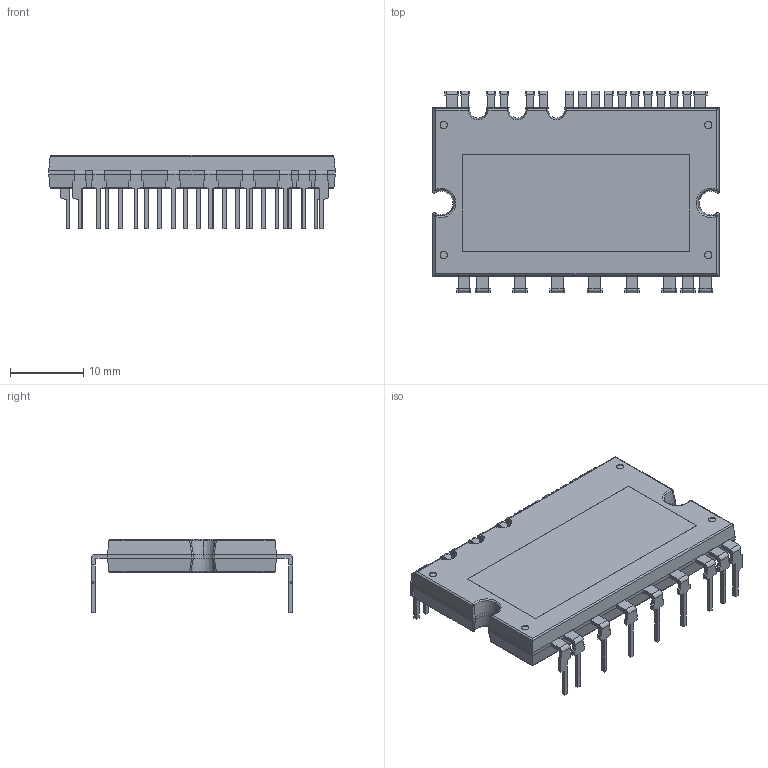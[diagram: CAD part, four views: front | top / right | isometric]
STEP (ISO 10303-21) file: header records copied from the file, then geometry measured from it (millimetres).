
FILE_DESCRIPTION (( 'STEP AP214' ), '1' );
FILE_NAME ('User Library-FNB41060.STEP', '2019-05-30T08:48:08', ( '' ), ( '' ), 'SwSTEP 2.0', 'SolidWorks 2019', '' );
FILE_SCHEMA (( 'AUTOMOTIVE_DESIGN' ));
Length unit declared in the file: millimetre
Products named in the file (6): User Library-FNB41060_SPMAA-A26-PIN-C; User Library-FNB41060_SPMAA-A26-PIN-B; User Library-FNB41060_SPMAA-A26-PIN-A; User Library-FNB41060_SPMAA-A26-PIN-D; User Library-FNB41060; User Library-FNB41060_SPMAA-A26-B
Assembly tree (27 placements, depth 2):
  User Library-FNB41060
    User Library-FNB41060_SPMAA-A26-B
    User Library-FNB41060_SPMAA-A26-PIN-B  x15
    User Library-FNB41060_SPMAA-A26-PIN-D  x2
    User Library-FNB41060_SPMAA-A26-PIN-A  x7
    User Library-FNB41060_SPMAA-A26-PIN-C  x2
Bounding box: 39 x 27.4 x 10 mm (x, y, z)
Volume: 3952.2 mm3; surface area: 3028.3 mm2
Topology: 27 solids, 27 shells, 767 faces, 2007 edges, 1316 vertices
Faces by surface type: plane 593, cylinder 102, bspline 48, cone 24
Entity records: 15490 total; most frequent: CARTESIAN_POINT 4133, ORIENTED_EDGE 1638, DIRECTION 1391, EDGE_CURVE 819, LINE 565, VECTOR 565, VERTEX_POINT 524, AXIS2_PLACEMENT_3D 413
